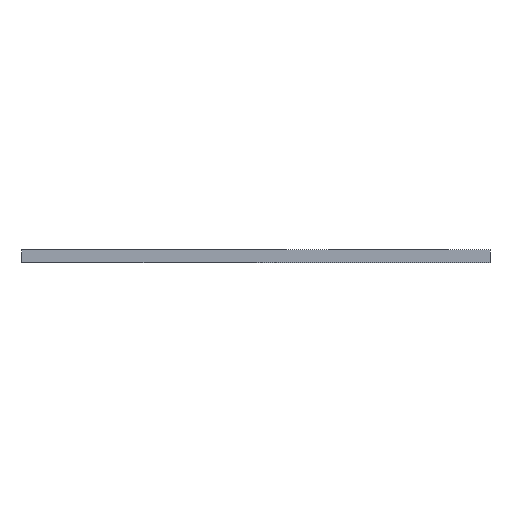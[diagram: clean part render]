
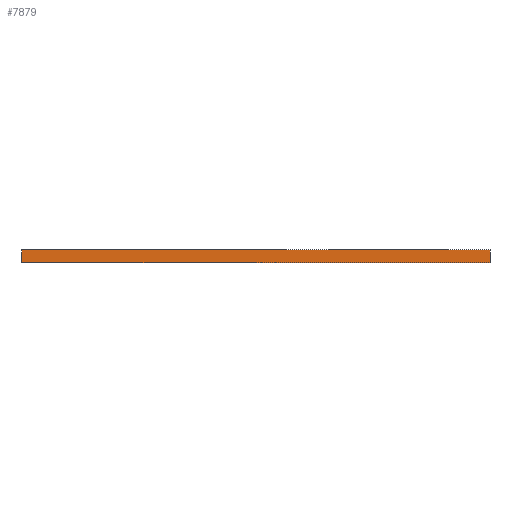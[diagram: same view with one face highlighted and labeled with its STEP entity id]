
A CAD part, front view. The second image highlights one B-rep face of the part: STEP entity #7879.
In plain terms, the highlighted planar face has unit normal (0, -1, 0).
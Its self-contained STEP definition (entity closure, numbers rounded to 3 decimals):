
#7879 = ADVANCED_FACE('',(#7880),#7914,.T.);
#7880 = FACE_BOUND('',#7881,.T.);
#7881 = EDGE_LOOP('',(#7882,#7892,#7900,#7908));
#7882 = ORIENTED_EDGE('',*,*,#7883,.T.);
#7883 = EDGE_CURVE('',#7884,#7886,#7888,.T.);
#7884 = VERTEX_POINT('',#7885);
#7885 = CARTESIAN_POINT('',(181.32,-126.232,0.));
#7886 = VERTEX_POINT('',#7887);
#7887 = CARTESIAN_POINT('',(181.32,-126.232,1.51));
#7888 = LINE('',#7889,#7890);
#7889 = CARTESIAN_POINT('',(181.32,-126.232,0.));
#7890 = VECTOR('',#7891,1.);
#7891 = DIRECTION('',(0.,0.,1.));
#7892 = ORIENTED_EDGE('',*,*,#7893,.T.);
#7893 = EDGE_CURVE('',#7886,#7894,#7896,.T.);
#7894 = VERTEX_POINT('',#7895);
#7895 = CARTESIAN_POINT('',(126.551,-126.232,1.51));
#7896 = LINE('',#7897,#7898);
#7897 = CARTESIAN_POINT('',(181.32,-126.232,1.51));
#7898 = VECTOR('',#7899,1.);
#7899 = DIRECTION('',(-1.,0.,0.));
#7900 = ORIENTED_EDGE('',*,*,#7901,.F.);
#7901 = EDGE_CURVE('',#7902,#7894,#7904,.T.);
#7902 = VERTEX_POINT('',#7903);
#7903 = CARTESIAN_POINT('',(126.551,-126.232,0.));
#7904 = LINE('',#7905,#7906);
#7905 = CARTESIAN_POINT('',(126.551,-126.232,0.));
#7906 = VECTOR('',#7907,1.);
#7907 = DIRECTION('',(0.,0.,1.));
#7908 = ORIENTED_EDGE('',*,*,#7909,.F.);
#7909 = EDGE_CURVE('',#7884,#7902,#7910,.T.);
#7910 = LINE('',#7911,#7912);
#7911 = CARTESIAN_POINT('',(181.32,-126.232,0.));
#7912 = VECTOR('',#7913,1.);
#7913 = DIRECTION('',(-1.,0.,0.));
#7914 = PLANE('',#7915);
#7915 = AXIS2_PLACEMENT_3D('',#7916,#7917,#7918);
#7916 = CARTESIAN_POINT('',(181.32,-126.232,0.));
#7917 = DIRECTION('',(0.,-1.,0.));
#7918 = DIRECTION('',(-1.,0.,0.));
